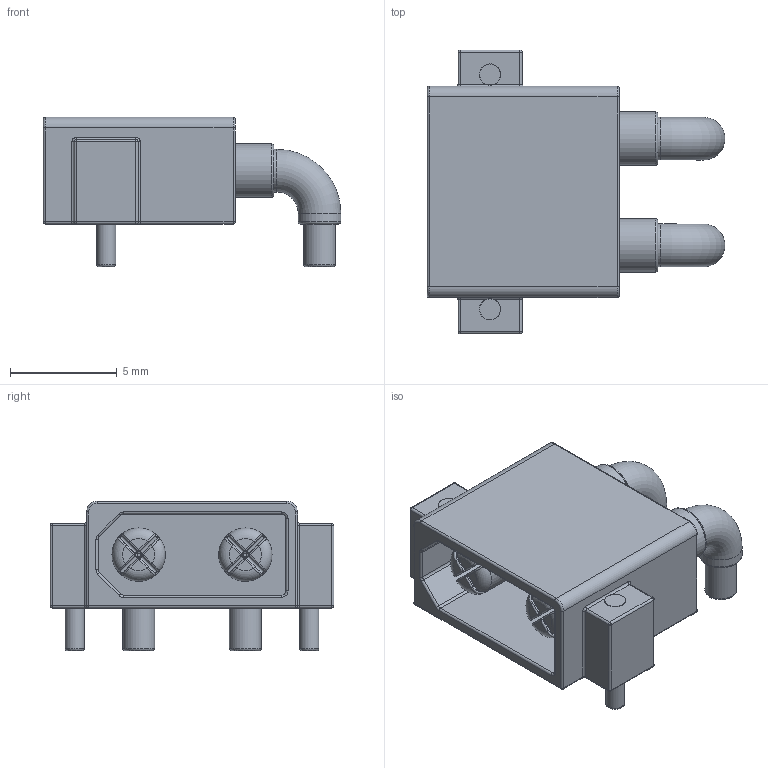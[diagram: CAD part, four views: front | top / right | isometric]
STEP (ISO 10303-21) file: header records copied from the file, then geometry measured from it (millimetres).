
FILE_DESCRIPTION(/* description */ (''),/* implementation_level */ '2;1');
FILE_NAME(/* name */ 'XT30PW-M.step',/* time_stamp */ '2019-05-23T22:52:01+02:00',/* author */ (''),/* organization */ (''),/* preprocessor_version */ 'ST-DEVELOPER v18',/* originating_system */ 'Autodesk Translation Framework v8.2.0.1029',/* authorisation */ '');
FILE_SCHEMA (('AUTOMOTIVE_DESIGN { 1 0 10303 214 3 1 1 }'));
Length unit declared in the file: millimetre
Products named in the file (1): XT30PW-M
Bounding box: 13.95 x 13.3 x 7 mm (x, y, z)
Volume: 384.5 mm3; surface area: 834.9 mm2
Topology: 1 solids, 1 shells, 272 faces, 635 edges, 362 vertices
Faces by surface type: cylinder 114, plane 62, torus 44, bspline 32, sphere 20
Full cylindrical faces by diameter (mm): 0.9 x2, 0.92 x2, 0.98 x2, 1 x2, 1.5 x2, 2 x4, 2.5 x4
Entity records: 8865 total; most frequent: CARTESIAN_POINT 2447, DIRECTION 1369, ORIENTED_EDGE 1238, EDGE_CURVE 619, AXIS2_PLACEMENT_3D 574, VERTEX_POINT 362, CIRCLE 333, EDGE_LOOP 287
